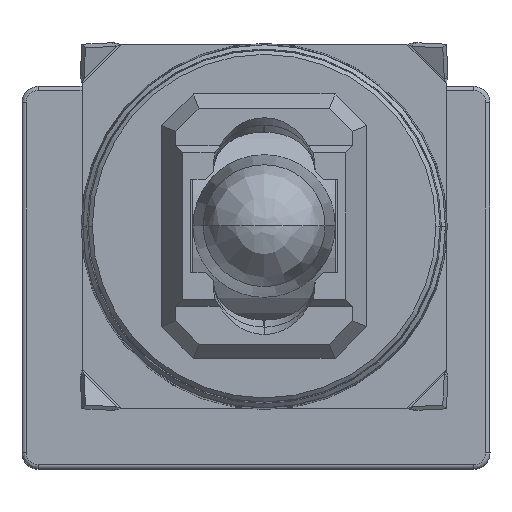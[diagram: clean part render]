
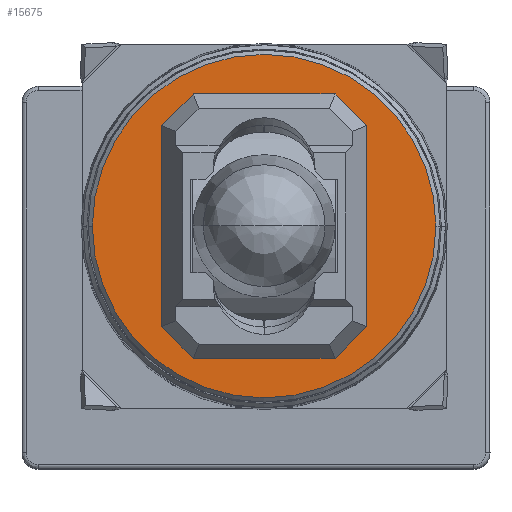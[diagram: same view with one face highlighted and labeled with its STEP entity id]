
A CAD part, top view. The second image highlights one B-rep face of the part: STEP entity #15675.
In plain terms, the highlighted planar face has unit normal (0, 0, 1).
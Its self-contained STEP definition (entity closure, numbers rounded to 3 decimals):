
#223 = DIRECTION ( 'NONE',  ( -1., 0., 0. ) ) ;
#287 = AXIS2_PLACEMENT_3D ( 'NONE', #1029, #6840, #12622 ) ;
#556 = CARTESIAN_POINT ( 'NONE',  ( -5.039, -4.941, 9.6 ) ) ;
#723 = DIRECTION ( 'NONE',  ( 0., 0., 1. ) ) ;
#861 = ORIENTED_EDGE ( 'NONE', *, *, #15631, .T. ) ;
#916 = CIRCLE ( 'NONE', #9134, 8.443 ) ;
#1029 = CARTESIAN_POINT ( 'NONE',  ( -8.544, -8.544, 9.6 ) ) ;
#1059 = VERTEX_POINT ( 'NONE', #556 ) ;
#1248 = CARTESIAN_POINT ( 'NONE',  ( -3.487, 6.493, 9.6 ) ) ;
#1403 = VERTEX_POINT ( 'NONE', #9118 ) ;
#1433 = VERTEX_POINT ( 'NONE', #17844 ) ;
#1520 = DIRECTION ( 'NONE',  ( 0., 0., 1. ) ) ;
#1983 = LINE ( 'NONE', #7803, #11378 ) ;
#2278 = LINE ( 'NONE', #8105, #3073 ) ;
#2445 = FACE_BOUND ( 'NONE', #15820, .T. ) ;
#2451 = ORIENTED_EDGE ( 'NONE', *, *, #7049, .F. ) ;
#2736 = CARTESIAN_POINT ( 'NONE',  ( -5.039, 0., 9.6 ) ) ;
#3040 = ORIENTED_EDGE ( 'NONE', *, *, #7890, .T. ) ;
#3073 = VECTOR ( 'NONE', #13883, 1000. ) ;
#3302 = EDGE_CURVE ( 'NONE', #1433, #1403, #916, .T. ) ;
#3382 = CARTESIAN_POINT ( 'NONE',  ( 3.487, 6.493, 9.6 ) ) ;
#3591 = DIRECTION ( 'NONE',  ( -0.707, 0.707, 0. ) ) ;
#4046 = DIRECTION ( 'NONE',  ( 0.707, 0.707, 0. ) ) ;
#4634 = LINE ( 'NONE', #10434, #18232 ) ;
#5202 = AXIS2_PLACEMENT_3D ( 'NONE', #14540, #1520, #7327 ) ;
#5265 = CARTESIAN_POINT ( 'NONE',  ( 5.039, 4.941, 9.6 ) ) ;
#6365 = EDGE_CURVE ( 'NONE', #1403, #1433, #13379, .T. ) ;
#6543 = DIRECTION ( 'NONE',  ( -1., 0., 0. ) ) ;
#6617 = EDGE_CURVE ( 'NONE', #12507, #9670, #16423, .T. ) ;
#6840 = DIRECTION ( 'NONE',  ( 0., 0., 1. ) ) ;
#7049 = EDGE_CURVE ( 'NONE', #12212, #9670, #4634, .T. ) ;
#7246 = EDGE_CURVE ( 'NONE', #14337, #15370, #11273, .T. ) ;
#7327 = DIRECTION ( 'NONE',  ( -1., 0., 0. ) ) ;
#7463 = LINE ( 'NONE', #13237, #9934 ) ;
#7508 = ORIENTED_EDGE ( 'NONE', *, *, #6617, .T. ) ;
#7803 = CARTESIAN_POINT ( 'NONE',  ( 5.039, -4.941, 9.6 ) ) ;
#7890 = EDGE_CURVE ( 'NONE', #15370, #12507, #2278, .T. ) ;
#8105 = CARTESIAN_POINT ( 'NONE',  ( 0., 6.493, 9.6 ) ) ;
#8279 = FACE_OUTER_BOUND ( 'NONE', #15066, .T. ) ;
#8569 = DIRECTION ( 'NONE',  ( 0., -1., 0. ) ) ;
#8641 = CARTESIAN_POINT ( 'NONE',  ( 3.487, -6.493, 9.6 ) ) ;
#8918 = ORIENTED_EDGE ( 'NONE', *, *, #6365, .T. ) ;
#9118 = CARTESIAN_POINT ( 'NONE',  ( -8.443, 0., 9.6 ) ) ;
#9134 = AXIS2_PLACEMENT_3D ( 'NONE', #13757, #723, #6543 ) ;
#9199 = DIRECTION ( 'NONE',  ( 0.707, -0.707, 0. ) ) ;
#9241 = ORIENTED_EDGE ( 'NONE', *, *, #10524, .F. ) ;
#9670 = VERTEX_POINT ( 'NONE', #5265 ) ;
#9705 = VERTEX_POINT ( 'NONE', #13988 ) ;
#9934 = VECTOR ( 'NONE', #223, 1000. ) ;
#10028 = VECTOR ( 'NONE', #9199, 1000. ) ;
#10032 = CARTESIAN_POINT ( 'NONE',  ( 5.039, -4.941, 9.6 ) ) ;
#10302 = EDGE_CURVE ( 'NONE', #12212, #17155, #1983, .T. ) ;
#10309 = VECTOR ( 'NONE', #3591, 1000. ) ;
#10434 = CARTESIAN_POINT ( 'NONE',  ( 5.039, 0., 9.6 ) ) ;
#10524 = EDGE_CURVE ( 'NONE', #14337, #1059, #15778, .T. ) ;
#10824 = LINE ( 'NONE', #16630, #10309 ) ;
#11273 = LINE ( 'NONE', #17082, #13689 ) ;
#11378 = VECTOR ( 'NONE', #13592, 1000. ) ;
#11387 = ORIENTED_EDGE ( 'NONE', *, *, #7246, .T. ) ;
#11956 = ORIENTED_EDGE ( 'NONE', *, *, #10302, .T. ) ;
#12212 = VERTEX_POINT ( 'NONE', #10032 ) ;
#12216 = ORIENTED_EDGE ( 'NONE', *, *, #3302, .T. ) ;
#12507 = VERTEX_POINT ( 'NONE', #18461 ) ;
#12622 = DIRECTION ( 'NONE',  ( 1., 0., 0. ) ) ;
#13237 = CARTESIAN_POINT ( 'NONE',  ( 0., -6.493, 9.6 ) ) ;
#13379 = CIRCLE ( 'NONE', #5202, 8.443 ) ;
#13592 = DIRECTION ( 'NONE',  ( -0.707, -0.707, 0. ) ) ;
#13689 = VECTOR ( 'NONE', #4046, 1000. ) ;
#13757 = CARTESIAN_POINT ( 'NONE',  ( 0., 0., 9.6 ) ) ;
#13883 = DIRECTION ( 'NONE',  ( 1., 0., 0. ) ) ;
#13988 = CARTESIAN_POINT ( 'NONE',  ( -3.487, -6.493, 9.6 ) ) ;
#14014 = ORIENTED_EDGE ( 'NONE', *, *, #17602, .T. ) ;
#14052 = PLANE ( 'NONE',  #287 ) ;
#14337 = VERTEX_POINT ( 'NONE', #18723 ) ;
#14540 = CARTESIAN_POINT ( 'NONE',  ( 0., 0., 9.6 ) ) ;
#15066 = EDGE_LOOP ( 'NONE', ( #8918, #12216 ) ) ;
#15370 = VERTEX_POINT ( 'NONE', #1248 ) ;
#15631 = EDGE_CURVE ( 'NONE', #9705, #1059, #10824, .T. ) ;
#15675 = ADVANCED_FACE ( 'NONE', ( #2445, #8279 ), #14052, .T. ) ;
#15778 = LINE ( 'NONE', #2736, #17444 ) ;
#15820 = EDGE_LOOP ( 'NONE', ( #2451, #11956, #14014, #861, #9241, #11387, #3040, #7508 ) ) ;
#16227 = DIRECTION ( 'NONE',  ( 0., 1., 0. ) ) ;
#16423 = LINE ( 'NONE', #3382, #10028 ) ;
#16630 = CARTESIAN_POINT ( 'NONE',  ( -3.487, -6.493, 9.6 ) ) ;
#17082 = CARTESIAN_POINT ( 'NONE',  ( -5.039, 4.941, 9.6 ) ) ;
#17155 = VERTEX_POINT ( 'NONE', #8641 ) ;
#17444 = VECTOR ( 'NONE', #8569, 1000. ) ;
#17602 = EDGE_CURVE ( 'NONE', #17155, #9705, #7463, .T. ) ;
#17844 = CARTESIAN_POINT ( 'NONE',  ( 8.443, 0., 9.6 ) ) ;
#18232 = VECTOR ( 'NONE', #16227, 1000. ) ;
#18461 = CARTESIAN_POINT ( 'NONE',  ( 3.487, 6.493, 9.6 ) ) ;
#18723 = CARTESIAN_POINT ( 'NONE',  ( -5.039, 4.941, 9.6 ) ) ;
